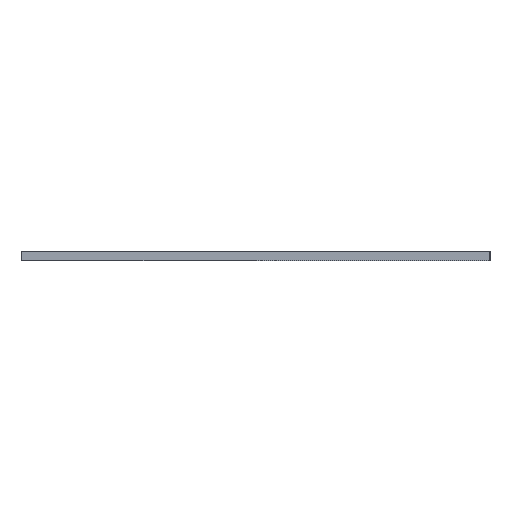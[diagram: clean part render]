
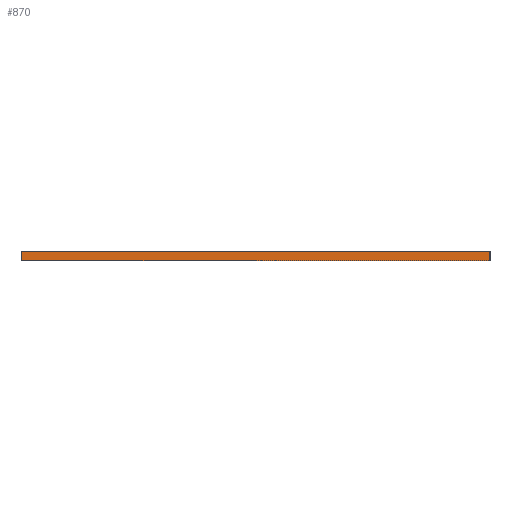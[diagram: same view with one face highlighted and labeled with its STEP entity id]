
A CAD part, left-side view. The second image highlights one B-rep face of the part: STEP entity #870.
In plain terms, the highlighted planar face has unit normal (-1, 0, 0).
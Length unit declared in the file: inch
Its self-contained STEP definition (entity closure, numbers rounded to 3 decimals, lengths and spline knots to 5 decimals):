
#18 = LINE ( 'NONE', #342, #952 ) ;
#78 = DIRECTION ( 'NONE',  ( -1., 0., 0. ) ) ;
#126 = CARTESIAN_POINT ( 'NONE',  ( -3.15751, 0., 0.25 ) ) ;
#144 = CARTESIAN_POINT ( 'NONE',  ( -3.15751, 8.2795, 0.25 ) ) ;
#204 = CARTESIAN_POINT ( 'NONE',  ( -3.15751, -3.7205, 0. ) ) ;
#216 = AXIS2_PLACEMENT_3D ( 'NONE', #406, #78, #723 ) ;
#217 = EDGE_CURVE ( 'NONE', #661, #894, #370, .T. ) ;
#246 = LINE ( 'NONE', #847, #1021 ) ;
#292 = DIRECTION ( 'NONE',  ( 0., 1., 0. ) ) ;
#342 = CARTESIAN_POINT ( 'NONE',  ( -3.15751, 0., 0. ) ) ;
#347 = LINE ( 'NONE', #499, #1034 ) ;
#370 = LINE ( 'NONE', #126, #865 ) ;
#406 = CARTESIAN_POINT ( 'NONE',  ( -3.15751, 0., 0.25 ) ) ;
#465 = VERTEX_POINT ( 'NONE', #547 ) ;
#499 = CARTESIAN_POINT ( 'NONE',  ( -3.15751, 8.2795, 0.25 ) ) ;
#504 = DIRECTION ( 'NONE',  ( 0., 0., -1. ) ) ;
#506 = EDGE_CURVE ( 'NONE', #661, #632, #246, .T. ) ;
#541 = CARTESIAN_POINT ( 'NONE',  ( -3.15751, -3.7205, 0.25 ) ) ;
#544 = ORIENTED_EDGE ( 'NONE', *, *, #549, .T. ) ;
#547 = CARTESIAN_POINT ( 'NONE',  ( -3.15751, 8.2795, 0. ) ) ;
#549 = EDGE_CURVE ( 'NONE', #894, #465, #347, .T. ) ;
#632 = VERTEX_POINT ( 'NONE', #204 ) ;
#641 = PLANE ( 'NONE',  #216 ) ;
#661 = VERTEX_POINT ( 'NONE', #541 ) ;
#670 = DIRECTION ( 'NONE',  ( 0., 1., 0. ) ) ;
#685 = ORIENTED_EDGE ( 'NONE', *, *, #506, .F. ) ;
#723 = DIRECTION ( 'NONE',  ( 0., 0., 1. ) ) ;
#741 = DIRECTION ( 'NONE',  ( 0., 0., -1. ) ) ;
#824 = ORIENTED_EDGE ( 'NONE', *, *, #999, .F. ) ;
#847 = CARTESIAN_POINT ( 'NONE',  ( -3.15751, -3.7205, 0.25 ) ) ;
#865 = VECTOR ( 'NONE', #292, 39.37008 ) ;
#870 = ADVANCED_FACE ( 'NONE', ( #1052 ), #641, .T. ) ;
#894 = VERTEX_POINT ( 'NONE', #144 ) ;
#898 = ORIENTED_EDGE ( 'NONE', *, *, #217, .T. ) ;
#952 = VECTOR ( 'NONE', #670, 39.37008 ) ;
#995 = EDGE_LOOP ( 'NONE', ( #824, #685, #898, #544 ) ) ;
#999 = EDGE_CURVE ( 'NONE', #632, #465, #18, .T. ) ;
#1021 = VECTOR ( 'NONE', #504, 39.37008 ) ;
#1034 = VECTOR ( 'NONE', #741, 39.37008 ) ;
#1052 = FACE_OUTER_BOUND ( 'NONE', #995, .T. ) ;
